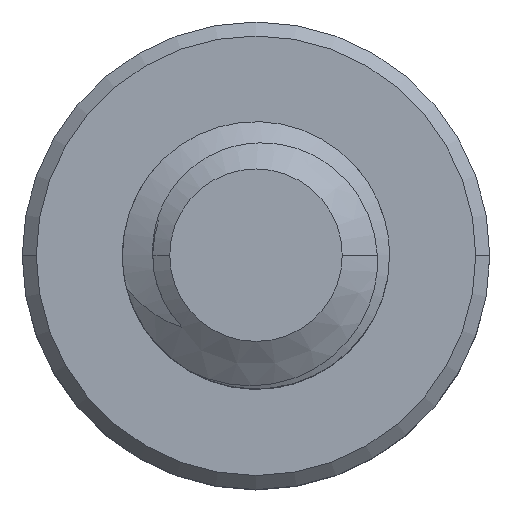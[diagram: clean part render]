
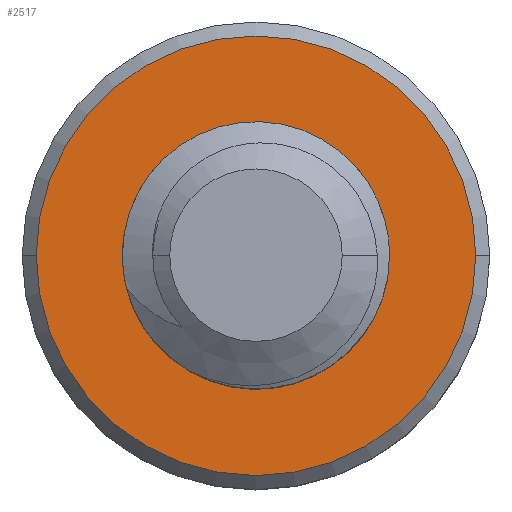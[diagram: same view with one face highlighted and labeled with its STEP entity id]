
A CAD part, top view. The second image highlights one B-rep face of the part: STEP entity #2517.
In plain terms, the highlighted planar face has unit normal (0, 0, 1).
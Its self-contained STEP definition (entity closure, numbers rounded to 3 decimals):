
#62 = ORIENTED_EDGE ( 'NONE', *, *, #2247, .F. ) ;
#63 = ORIENTED_EDGE ( 'NONE', *, *, #2292, .F. ) ;
#186 = CIRCLE ( 'NONE', #2275, 3.29 ) ;
#203 = CIRCLE ( 'NONE', #2266, 2. ) ;
#227 = CIRCLE ( 'NONE', #2261, 2. ) ;
#229 = CIRCLE ( 'NONE', #2262, 3.29 ) ;
#366 = FACE_BOUND ( 'NONE', #2618, .T. ) ;
#368 = FACE_OUTER_BOUND ( 'NONE', #2613, .T. ) ;
#604 = PLANE ( 'NONE',  #2541 ) ;
#607 = CARTESIAN_POINT ( 'NONE',  ( 0., 0., -5. ) ) ;
#1183 = DIRECTION ( 'NONE',  ( -1., 0., 0. ) ) ;
#1184 = DIRECTION ( 'NONE',  ( 0., 0., -1. ) ) ;
#1424 = VERTEX_POINT ( 'NONE', #1425 ) ;
#1425 = CARTESIAN_POINT ( 'NONE',  ( 2., 0., -5. ) ) ;
#1433 = VERTEX_POINT ( 'NONE', #1897 ) ;
#1628 = CARTESIAN_POINT ( 'NONE',  ( 3.29, 0., -5. ) ) ;
#1654 = DIRECTION ( 'NONE',  ( -1., 0., 0. ) ) ;
#1656 = DIRECTION ( 'NONE',  ( 0., 0., 1. ) ) ;
#1728 = CARTESIAN_POINT ( 'NONE',  ( -3.29, 0., -5. ) ) ;
#1731 = DIRECTION ( 'NONE',  ( 1., 0., 0. ) ) ;
#1772 = VERTEX_POINT ( 'NONE', #1728 ) ;
#1814 = DIRECTION ( 'NONE',  ( 0., 0., 1. ) ) ;
#1827 = CARTESIAN_POINT ( 'NONE',  ( 0., 0., -5. ) ) ;
#1862 = DIRECTION ( 'NONE',  ( -1., 0., 0. ) ) ;
#1864 = DIRECTION ( 'NONE',  ( 0., 0., 1. ) ) ;
#1867 = CARTESIAN_POINT ( 'NONE',  ( 0., 0., -5. ) ) ;
#1868 = DIRECTION ( 'NONE',  ( 1., 0., 0. ) ) ;
#1869 = DIRECTION ( 'NONE',  ( 0., 0., 1. ) ) ;
#1873 = CARTESIAN_POINT ( 'NONE',  ( 0., 0., -5. ) ) ;
#1897 = CARTESIAN_POINT ( 'NONE',  ( -2., 0., -5. ) ) ;
#1926 = CARTESIAN_POINT ( 'NONE',  ( 0., 0., -5. ) ) ;
#2054 = VERTEX_POINT ( 'NONE', #1628 ) ;
#2225 = EDGE_CURVE ( 'NONE', #1772, #2054, #186, .T. ) ;
#2247 = EDGE_CURVE ( 'NONE', #1424, #1433, #203, .T. ) ;
#2261 = AXIS2_PLACEMENT_3D ( 'NONE', #1873, #1869, #1868 ) ;
#2262 = AXIS2_PLACEMENT_3D ( 'NONE', #1867, #1864, #1862 ) ;
#2266 = AXIS2_PLACEMENT_3D ( 'NONE', #1827, #1814, #1731 ) ;
#2275 = AXIS2_PLACEMENT_3D ( 'NONE', #1926, #1656, #1654 ) ;
#2292 = EDGE_CURVE ( 'NONE', #1433, #1424, #227, .T. ) ;
#2293 = EDGE_CURVE ( 'NONE', #2054, #1772, #229, .T. ) ;
#2440 = ORIENTED_EDGE ( 'NONE', *, *, #2225, .T. ) ;
#2464 = ORIENTED_EDGE ( 'NONE', *, *, #2293, .T. ) ;
#2517 = ADVANCED_FACE ( 'NONE', ( #368, #366 ), #604, .F. ) ;
#2541 = AXIS2_PLACEMENT_3D ( 'NONE', #607, #1184, #1183 ) ;
#2613 = EDGE_LOOP ( 'NONE', ( #2440, #2464 ) ) ;
#2618 = EDGE_LOOP ( 'NONE', ( #62, #63 ) ) ;
